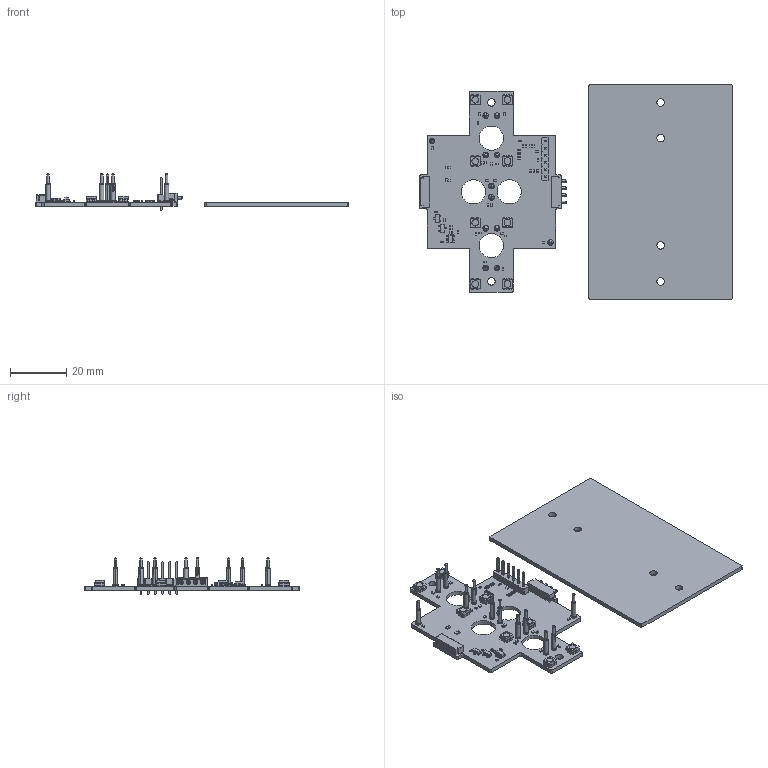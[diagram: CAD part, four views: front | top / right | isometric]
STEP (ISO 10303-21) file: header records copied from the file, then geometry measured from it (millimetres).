
FILE_DESCRIPTION(('KiCad electronic assembly'),'2;1');
FILE_NAME('km-05.step','2026-01-18T04:48:14',('Pcbnew'),('Kicad'), 'Open CASCADE STEP processor 7.8','KiCad to STEP converter','Unknown' );
FILE_SCHEMA(('AUTOMOTIVE_DESIGN { 1 0 10303 214 1 1 1 1 }'));
Length unit declared in the file: millimetre
Products named in the file (13): km-05 1; SMD-1_BD2.0-H10.0; SOT-23; LED-SMD_4P-L3.5-W3.5-BR_SK6812MINI-HS; DFN1006-2L-BI; R_0402_1005Metric; CONN-SMD_YZ199315035T-04025-01; SOT-23-5; CONN-SMD_4P-L11.0-W5.5-P2.50_YZ165615055F-04025-01; PinHeader_1x06_P2.54mm_Vertical; C_0402_1005Metric; km-05_PCB_1; km-05_PCB_2
Assembly tree (73 placements, depth 2):
  km-05 1
    SMD-1_BD2.0-H10.0  x12
    SOT-23  x2
    LED-SMD_4P-L3.5-W3.5-BR_SK6812MINI-HS  x8
    DFN1006-2L-BI  x14
    R_0402_1005Metric  x28
    CONN-SMD_YZ199315035T-04025-01
    SOT-23-5
    CONN-SMD_4P-L11.0-W5.5-P2.50_YZ165615055F-04025-01
    PinHeader_1x06_P2.54mm_Vertical
    C_0402_1005Metric  x3
    km-05_PCB_1
    km-05_PCB_2
Bounding box: 110.8 x 76.2 x 13 mm (x, y, z)
Volume: 9706.5 mm3; surface area: 15030.9 mm2
Topology: 81 solids, 81 shells, 10038 faces, 26318 edges, 17186 vertices
Faces by surface type: plane 5368, bspline 3695, cylinder 849, torus 76, sphere 38, cone 12
Full cylindrical faces by diameter (mm): 0.7 x4, 1 x6, 2.7 x6, 8.6 x4
Entity records: 70337 total; most frequent: CARTESIAN_POINT 18653, ORIENTED_EDGE 9288, DIRECTION 6432, EDGE_CURVE 4644, VERTEX_POINT 3013, LINE 2948, VECTOR 2948, FACE_BOUND 1959
